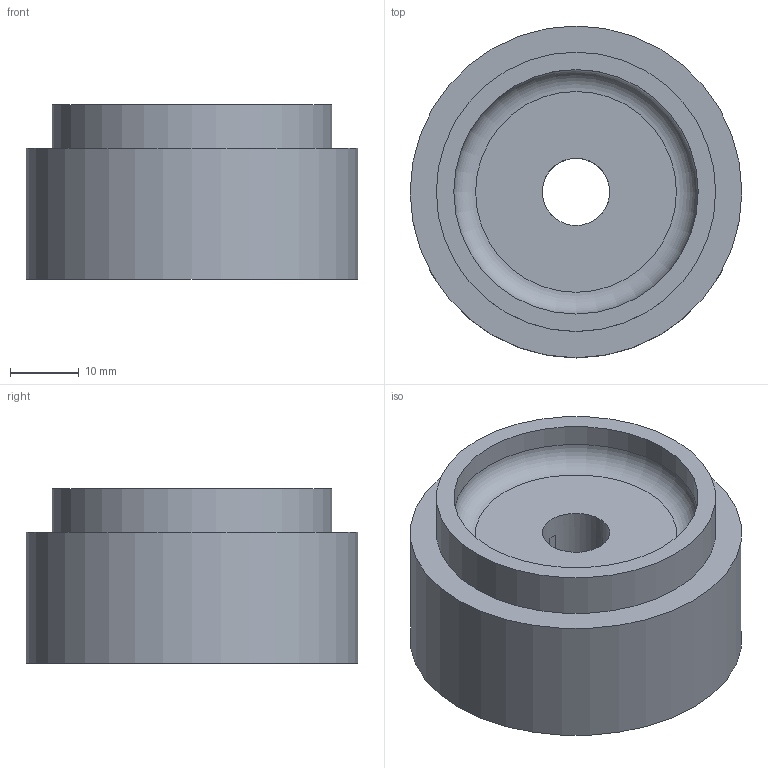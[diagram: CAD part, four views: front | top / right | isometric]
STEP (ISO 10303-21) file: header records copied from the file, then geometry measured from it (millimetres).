
FILE_DESCRIPTION(/* description */ ('Alibre Inc.'),/* implementation_level */ '2;1');
FILE_NAME(/* name */ 'export0',/* time_stamp */ '2012-06-01T13:44:56-04:00',/* author */ (''),/* organization */ (''),/* preprocessor_version */ 'ST-DEVELOPER v14',/* originating_system */ 'Alibre',/* authorisation */ '');
FILE_SCHEMA (('AUTOMOTIVE_DESIGN'));
Length unit declared in the file: centimetre
Bounding box: 48.26 x 48.26 x 25.4 mm (x, y, z)
Volume: 17666.9 mm3; surface area: 19493.8 mm2
Topology: 1 solids, 1 shells, 201 faces, 495 edges, 330 vertices
Faces by surface type: plane 144, cylinder 32, torus 25
Full cylindrical faces by diameter (mm): 9.8 x1, 35.56 x1, 40.64 x1, 48.26 x1
Entity records: 5069 total; most frequent: CARTESIAN_POINT 1580, ORIENTED_EDGE 976, EDGE_CURVE 488, DIRECTION 337, VERTEX_POINT 328, EDGE_LOOP 242, FACE_BOUND 242, VECTOR 228
